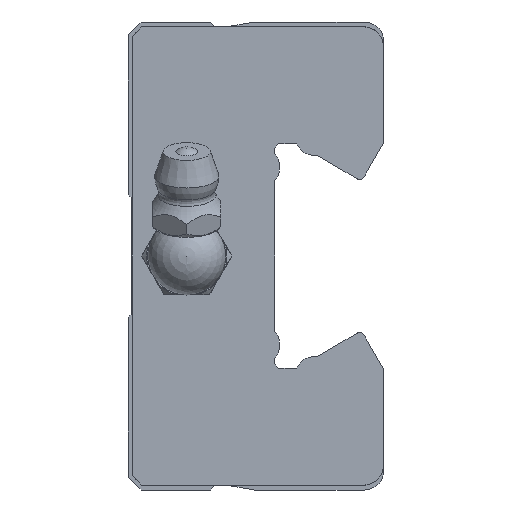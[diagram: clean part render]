
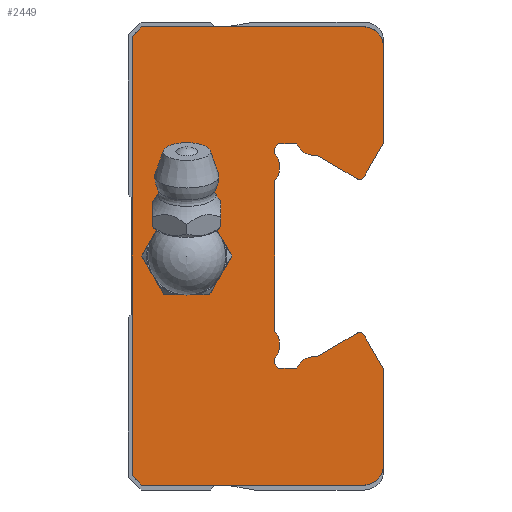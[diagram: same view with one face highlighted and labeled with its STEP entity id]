
A CAD part, left-side view. The second image highlights one B-rep face of the part: STEP entity #2449.
In plain terms, the highlighted planar face has unit normal (-1, 0, 0).
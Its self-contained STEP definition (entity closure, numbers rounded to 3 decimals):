
#120=LINE('',#3852,#346);
#134=LINE('',#3879,#360);
#137=LINE('',#3885,#363);
#143=LINE('',#3911,#369);
#200=LINE('',#4025,#426);
#207=LINE('',#4037,#433);
#209=LINE('',#4041,#435);
#220=LINE('',#4108,#446);
#221=LINE('',#4110,#447);
#222=LINE('',#4114,#448);
#223=LINE('',#4118,#449);
#224=LINE('',#4120,#450);
#225=LINE('',#4122,#451);
#226=LINE('',#4126,#452);
#227=LINE('',#4130,#453);
#228=LINE('',#4132,#454);
#229=LINE('',#4134,#455);
#230=LINE('',#4138,#456);
#346=VECTOR('',#3016,1000.);
#360=VECTOR('',#3036,1000.);
#363=VECTOR('',#3041,1000.);
#369=VECTOR('',#3069,1000.);
#426=VECTOR('',#3160,1000.);
#433=VECTOR('',#3175,1000.);
#435=VECTOR('',#3179,1000.);
#446=VECTOR('',#3264,1000.);
#447=VECTOR('',#3265,1000.);
#448=VECTOR('',#3268,1000.);
#449=VECTOR('',#3271,1000.);
#450=VECTOR('',#3272,1000.);
#451=VECTOR('',#3273,1000.);
#452=VECTOR('',#3276,1000.);
#453=VECTOR('',#3279,1000.);
#454=VECTOR('',#3280,1000.);
#455=VECTOR('',#3281,1000.);
#456=VECTOR('',#3284,1000.);
#553=PLANE('',#2684);
#653=CIRCLE('',#2619,2.);
#657=CIRCLE('',#2625,2.);
#674=CIRCLE('',#2685,3.);
#675=CIRCLE('',#2686,0.5);
#676=CIRCLE('',#2687,2.061);
#677=CIRCLE('',#2688,2.059);
#678=CIRCLE('',#2689,2.059);
#679=CIRCLE('',#2690,2.061);
#680=CIRCLE('',#2691,0.5);
#1146=ORIENTED_EDGE('',*,*,#1629,.T.);
#1147=ORIENTED_EDGE('',*,*,#1630,.T.);
#1148=ORIENTED_EDGE('',*,*,#1604,.F.);
#1149=ORIENTED_EDGE('',*,*,#1526,.F.);
#1150=ORIENTED_EDGE('',*,*,#1522,.F.);
#1151=ORIENTED_EDGE('',*,*,#1519,.F.);
#1152=ORIENTED_EDGE('',*,*,#1597,.F.);
#1153=ORIENTED_EDGE('',*,*,#1505,.F.);
#1154=ORIENTED_EDGE('',*,*,#1536,.F.);
#1155=ORIENTED_EDGE('',*,*,#1533,.F.);
#1156=ORIENTED_EDGE('',*,*,#1606,.F.);
#1157=ORIENTED_EDGE('',*,*,#1631,.T.);
#1158=ORIENTED_EDGE('',*,*,#1632,.F.);
#1159=ORIENTED_EDGE('',*,*,#1633,.T.);
#1160=ORIENTED_EDGE('',*,*,#1634,.F.);
#1161=ORIENTED_EDGE('',*,*,#1635,.T.);
#1162=ORIENTED_EDGE('',*,*,#1636,.T.);
#1163=ORIENTED_EDGE('',*,*,#1637,.T.);
#1164=ORIENTED_EDGE('',*,*,#1638,.F.);
#1165=ORIENTED_EDGE('',*,*,#1639,.T.);
#1166=ORIENTED_EDGE('',*,*,#1640,.F.);
#1167=ORIENTED_EDGE('',*,*,#1641,.T.);
#1168=ORIENTED_EDGE('',*,*,#1642,.T.);
#1169=ORIENTED_EDGE('',*,*,#1643,.T.);
#1170=ORIENTED_EDGE('',*,*,#1644,.F.);
#1171=ORIENTED_EDGE('',*,*,#1645,.T.);
#1172=ORIENTED_EDGE('',*,*,#1646,.F.);
#1505=EDGE_CURVE('',#1803,#1804,#120,.T.);
#1519=EDGE_CURVE('',#1813,#1814,#134,.T.);
#1522=EDGE_CURVE('',#1814,#1816,#137,.T.);
#1526=EDGE_CURVE('',#1816,#1818,#653,.T.);
#1533=EDGE_CURVE('',#1823,#1824,#657,.T.);
#1536=EDGE_CURVE('',#1824,#1803,#143,.T.);
#1597=EDGE_CURVE('',#1804,#1813,#200,.T.);
#1604=EDGE_CURVE('',#1818,#1865,#207,.T.);
#1606=EDGE_CURVE('',#1866,#1823,#209,.T.);
#1629=EDGE_CURVE('',#1885,#1885,#674,.T.);
#1630=EDGE_CURVE('',#1886,#1865,#220,.T.);
#1631=EDGE_CURVE('',#1866,#1887,#221,.T.);
#1632=EDGE_CURVE('',#1888,#1887,#675,.T.);
#1633=EDGE_CURVE('',#1888,#1889,#222,.T.);
#1634=EDGE_CURVE('',#1890,#1889,#676,.T.);
#1635=EDGE_CURVE('',#1890,#1891,#223,.T.);
#1636=EDGE_CURVE('',#1891,#1892,#224,.T.);
#1637=EDGE_CURVE('',#1892,#1893,#225,.T.);
#1638=EDGE_CURVE('',#1894,#1893,#677,.T.);
#1639=EDGE_CURVE('',#1894,#1895,#226,.T.);
#1640=EDGE_CURVE('',#1896,#1895,#678,.T.);
#1641=EDGE_CURVE('',#1896,#1897,#227,.T.);
#1642=EDGE_CURVE('',#1897,#1898,#228,.T.);
#1643=EDGE_CURVE('',#1898,#1899,#229,.T.);
#1644=EDGE_CURVE('',#1900,#1899,#679,.T.);
#1645=EDGE_CURVE('',#1900,#1901,#230,.T.);
#1646=EDGE_CURVE('',#1886,#1901,#680,.T.);
#1803=VERTEX_POINT('',#3851);
#1804=VERTEX_POINT('',#3853);
#1813=VERTEX_POINT('',#3878);
#1814=VERTEX_POINT('',#3880);
#1816=VERTEX_POINT('',#3886);
#1818=VERTEX_POINT('',#3893);
#1823=VERTEX_POINT('',#3905);
#1824=VERTEX_POINT('',#3907);
#1865=VERTEX_POINT('',#4036);
#1866=VERTEX_POINT('',#4040);
#1885=VERTEX_POINT('',#4107);
#1886=VERTEX_POINT('',#4109);
#1887=VERTEX_POINT('',#4111);
#1888=VERTEX_POINT('',#4113);
#1889=VERTEX_POINT('',#4115);
#1890=VERTEX_POINT('',#4117);
#1891=VERTEX_POINT('',#4119);
#1892=VERTEX_POINT('',#4121);
#1893=VERTEX_POINT('',#4123);
#1894=VERTEX_POINT('',#4125);
#1895=VERTEX_POINT('',#4127);
#1896=VERTEX_POINT('',#4129);
#1897=VERTEX_POINT('',#4131);
#1898=VERTEX_POINT('',#4133);
#1899=VERTEX_POINT('',#4135);
#1900=VERTEX_POINT('',#4137);
#1901=VERTEX_POINT('',#4139);
#2079=EDGE_LOOP('',(#1146));
#2080=EDGE_LOOP('',(#1147,#1148,#1149,#1150,#1151,#1152,#1153,#1154,#1155,
#1156,#1157,#1158,#1159,#1160,#1161,#1162,#1163,#1164,#1165,#1166,#1167,
#1168,#1169,#1170,#1171,#1172));
#2268=FACE_BOUND('',#2079,.T.);
#2269=FACE_BOUND('',#2080,.T.);
#2449=ADVANCED_FACE('',(#2268,#2269),#553,.F.);
#2619=AXIS2_PLACEMENT_3D('',#3892,#3049,#3050);
#2625=AXIS2_PLACEMENT_3D('',#3906,#3063,#3064);
#2684=AXIS2_PLACEMENT_3D('',#4105,#3260,#3261);
#2685=AXIS2_PLACEMENT_3D('',#4106,#3262,#3263);
#2686=AXIS2_PLACEMENT_3D('',#4112,#3266,#3267);
#2687=AXIS2_PLACEMENT_3D('',#4116,#3269,#3270);
#2688=AXIS2_PLACEMENT_3D('',#4124,#3274,#3275);
#2689=AXIS2_PLACEMENT_3D('',#4128,#3277,#3278);
#2690=AXIS2_PLACEMENT_3D('',#4136,#3282,#3283);
#2691=AXIS2_PLACEMENT_3D('',#4140,#3285,#3286);
#3016=DIRECTION('',(0.,0.707,0.707));
#3036=DIRECTION('',(0.,-0.707,0.707));
#3041=DIRECTION('',(0.,-1.,0.));
#3049=DIRECTION('',(1.,0.,0.));
#3050=DIRECTION('',(0.,0.,-1.));
#3063=DIRECTION('',(1.,0.,0.));
#3064=DIRECTION('',(0.,0.,-1.));
#3069=DIRECTION('',(0.,1.,0.));
#3160=DIRECTION('',(0.,0.,1.));
#3175=DIRECTION('',(0.,0.,-1.));
#3179=DIRECTION('',(0.,0.,-1.));
#3260=DIRECTION('',(1.,0.,0.));
#3261=DIRECTION('',(0.,0.,-1.));
#3262=DIRECTION('',(1.,0.,0.));
#3263=DIRECTION('',(0.,0.,-1.));
#3264=DIRECTION('',(0.,-0.5,0.866));
#3265=DIRECTION('',(0.,0.5,0.866));
#3266=DIRECTION('',(1.,0.,0.));
#3267=DIRECTION('',(0.,0.,-1.));
#3268=DIRECTION('',(0.,0.862,-0.506));
#3269=DIRECTION('',(1.,0.,0.));
#3270=DIRECTION('',(0.,0.,-1.));
#3271=DIRECTION('',(0.,1.,0.));
#3272=DIRECTION('',(0.,0.707,0.707));
#3273=DIRECTION('',(0.,0.,1.));
#3274=DIRECTION('',(1.,0.,0.));
#3275=DIRECTION('',(0.,0.,-1.));
#3276=DIRECTION('',(0.,0.,1.));
#3277=DIRECTION('',(1.,0.,0.));
#3278=DIRECTION('',(0.,0.,-1.));
#3279=DIRECTION('',(0.,0.,1.));
#3280=DIRECTION('',(0.,-0.707,0.707));
#3281=DIRECTION('',(0.,-1.,0.));
#3282=DIRECTION('',(1.,0.,0.));
#3283=DIRECTION('',(0.,0.,-1.));
#3284=DIRECTION('',(0.,-0.862,-0.506));
#3285=DIRECTION('',(1.,0.,0.));
#3286=DIRECTION('',(0.,0.,-1.));
#3851=CARTESIAN_POINT('',(-41.5,24.8,-23.5));
#3852=CARTESIAN_POINT('',(-41.5,24.8,-23.5));
#3853=CARTESIAN_POINT('',(-41.5,25.8,-22.5));
#3878=CARTESIAN_POINT('',(-41.5,25.8,22.5));
#3879=CARTESIAN_POINT('',(-41.5,25.8,22.5));
#3880=CARTESIAN_POINT('',(-41.5,24.8,23.5));
#3885=CARTESIAN_POINT('',(-41.5,24.8,23.5));
#3886=CARTESIAN_POINT('',(-41.5,2.05,23.5));
#3892=CARTESIAN_POINT('',(-41.5,2.05,21.5));
#3893=CARTESIAN_POINT('',(-41.5,0.05,21.5));
#3905=CARTESIAN_POINT('',(-41.5,0.05,-21.5));
#3906=CARTESIAN_POINT('',(-41.5,2.05,-21.5));
#3907=CARTESIAN_POINT('',(-41.5,2.05,-23.5));
#3911=CARTESIAN_POINT('',(-41.5,2.05,-23.5));
#4025=CARTESIAN_POINT('',(-41.5,25.8,-22.5));
#4036=CARTESIAN_POINT('',(-41.5,0.05,11.53));
#4037=CARTESIAN_POINT('',(-41.5,0.05,21.5));
#4040=CARTESIAN_POINT('',(-41.5,0.05,-11.53));
#4041=CARTESIAN_POINT('',(-41.5,0.05,21.5));
#4105=CARTESIAN_POINT('',(-41.5,2.05,21.5));
#4106=CARTESIAN_POINT('',(-41.5,20.2,0.));
#4107=CARTESIAN_POINT('',(-41.5,20.2,-3.));
#4108=CARTESIAN_POINT('',(-41.5,2.032,8.097));
#4109=CARTESIAN_POINT('',(-41.5,2.032,8.097));
#4110=CARTESIAN_POINT('',(-41.5,-0.077,-11.75));
#4111=CARTESIAN_POINT('',(-41.5,2.032,-8.097));
#4112=CARTESIAN_POINT('',(-41.5,2.465,-8.347));
#4113=CARTESIAN_POINT('',(-41.5,2.718,-7.916));
#4114=CARTESIAN_POINT('',(-41.5,2.718,-7.916));
#4115=CARTESIAN_POINT('',(-41.5,6.804,-10.315));
#4116=CARTESIAN_POINT('',(-41.5,7.06,-12.36));
#4117=CARTESIAN_POINT('',(-41.5,8.933,-11.5));
#4118=CARTESIAN_POINT('',(-41.5,8.933,-11.5));
#4119=CARTESIAN_POINT('',(-41.5,10.77,-11.5));
#4120=CARTESIAN_POINT('',(-41.5,10.77,-11.5));
#4121=CARTESIAN_POINT('',(-41.5,11.2,-11.07));
#4122=CARTESIAN_POINT('',(-41.5,11.2,-11.07));
#4123=CARTESIAN_POINT('',(-41.5,11.2,-10.496));
#4124=CARTESIAN_POINT('',(-41.5,12.72,-9.107));
#4125=CARTESIAN_POINT('',(-41.5,11.2,-7.718));
#4126=CARTESIAN_POINT('',(-41.5,11.2,-7.718));
#4127=CARTESIAN_POINT('',(-41.5,11.2,7.718));
#4128=CARTESIAN_POINT('',(-41.5,12.72,9.107));
#4129=CARTESIAN_POINT('',(-41.5,11.2,10.496));
#4130=CARTESIAN_POINT('',(-41.5,11.2,10.496));
#4131=CARTESIAN_POINT('',(-41.5,11.2,11.07));
#4132=CARTESIAN_POINT('',(-41.5,11.2,11.07));
#4133=CARTESIAN_POINT('',(-41.5,10.77,11.5));
#4134=CARTESIAN_POINT('',(-41.5,10.77,11.5));
#4135=CARTESIAN_POINT('',(-41.5,8.933,11.5));
#4136=CARTESIAN_POINT('',(-41.5,7.06,12.36));
#4137=CARTESIAN_POINT('',(-41.5,6.804,10.315));
#4138=CARTESIAN_POINT('',(-41.5,6.804,10.315));
#4139=CARTESIAN_POINT('',(-41.5,2.718,7.916));
#4140=CARTESIAN_POINT('',(-41.5,2.465,8.347));
